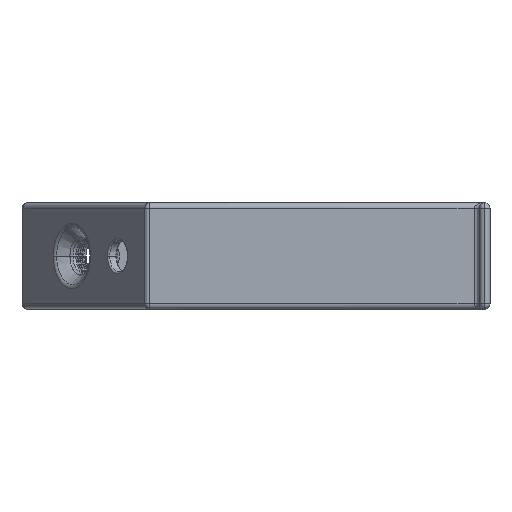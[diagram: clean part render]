
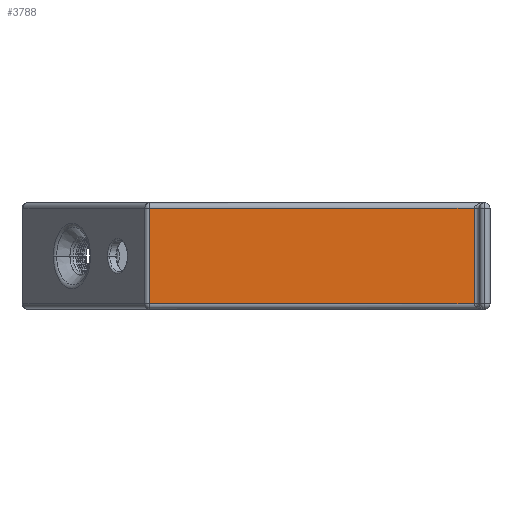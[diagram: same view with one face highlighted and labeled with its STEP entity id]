
A CAD part, left-side view. The second image highlights one B-rep face of the part: STEP entity #3788.
In plain terms, the highlighted planar face has unit normal (-1, 0, 0).
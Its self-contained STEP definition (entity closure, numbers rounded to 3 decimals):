
#9 = EDGE_CURVE ( 'NONE', #112, #3883, #3239, .T. ) ;
#64 = DIRECTION ( 'NONE',  ( 0., -1., 0. ) ) ;
#98 = VECTOR ( 'NONE', #4058, 1000. ) ;
#112 = VERTEX_POINT ( 'NONE', #2916 ) ;
#213 = CARTESIAN_POINT ( 'NONE',  ( -60., 64.614, 19. ) ) ;
#238 = ORIENTED_EDGE ( 'NONE', *, *, #4490, .T. ) ;
#435 = ORIENTED_EDGE ( 'NONE', *, *, #4234, .T. ) ;
#976 = VECTOR ( 'NONE', #64, 1000. ) ;
#1041 = CARTESIAN_POINT ( 'NONE',  ( -60., 3., 1. ) ) ;
#1150 = CARTESIAN_POINT ( 'NONE',  ( -60., 64.094, 19. ) ) ;
#1539 = ORIENTED_EDGE ( 'NONE', *, *, #2736, .T. ) ;
#1572 = PLANE ( 'NONE',  #3555 ) ;
#1615 = VERTEX_POINT ( 'NONE', #3514 ) ;
#1636 = VECTOR ( 'NONE', #2690, 1000. ) ;
#2002 = EDGE_LOOP ( 'NONE', ( #2216, #238, #1539, #435 ) ) ;
#2077 = LINE ( 'NONE', #2856, #3524 ) ;
#2216 = ORIENTED_EDGE ( 'NONE', *, *, #9, .T. ) ;
#2282 = FACE_OUTER_BOUND ( 'NONE', #2002, .T. ) ;
#2287 = LINE ( 'NONE', #3393, #98 ) ;
#2690 = DIRECTION ( 'NONE',  ( 0., 1., 0. ) ) ;
#2693 = DIRECTION ( 'NONE',  ( 1., 0., 0. ) ) ;
#2736 = EDGE_CURVE ( 'NONE', #1615, #3343, #3681, .T. ) ;
#2856 = CARTESIAN_POINT ( 'NONE',  ( -60., 64.094, 20. ) ) ;
#2916 = CARTESIAN_POINT ( 'NONE',  ( -60., 64.094, 1. ) ) ;
#3239 = LINE ( 'NONE', #3294, #976 ) ;
#3294 = CARTESIAN_POINT ( 'NONE',  ( -60., 64.614, 1. ) ) ;
#3343 = VERTEX_POINT ( 'NONE', #1150 ) ;
#3393 = CARTESIAN_POINT ( 'NONE',  ( -60., 3., 19. ) ) ;
#3415 = CARTESIAN_POINT ( 'NONE',  ( -60., 64.614, 20. ) ) ;
#3486 = DIRECTION ( 'NONE',  ( 0., 0., -1. ) ) ;
#3514 = CARTESIAN_POINT ( 'NONE',  ( -60., 3., 19. ) ) ;
#3524 = VECTOR ( 'NONE', #3486, 1000. ) ;
#3555 = AXIS2_PLACEMENT_3D ( 'NONE', #3415, #2693, #3753 ) ;
#3681 = LINE ( 'NONE', #213, #1636 ) ;
#3753 = DIRECTION ( 'NONE',  ( 0., 0., -1. ) ) ;
#3788 = ADVANCED_FACE ( 'NONE', ( #2282 ), #1572, .F. ) ;
#3883 = VERTEX_POINT ( 'NONE', #1041 ) ;
#4058 = DIRECTION ( 'NONE',  ( 0., 0., 1. ) ) ;
#4234 = EDGE_CURVE ( 'NONE', #3343, #112, #2077, .T. ) ;
#4490 = EDGE_CURVE ( 'NONE', #3883, #1615, #2287, .T. ) ;
